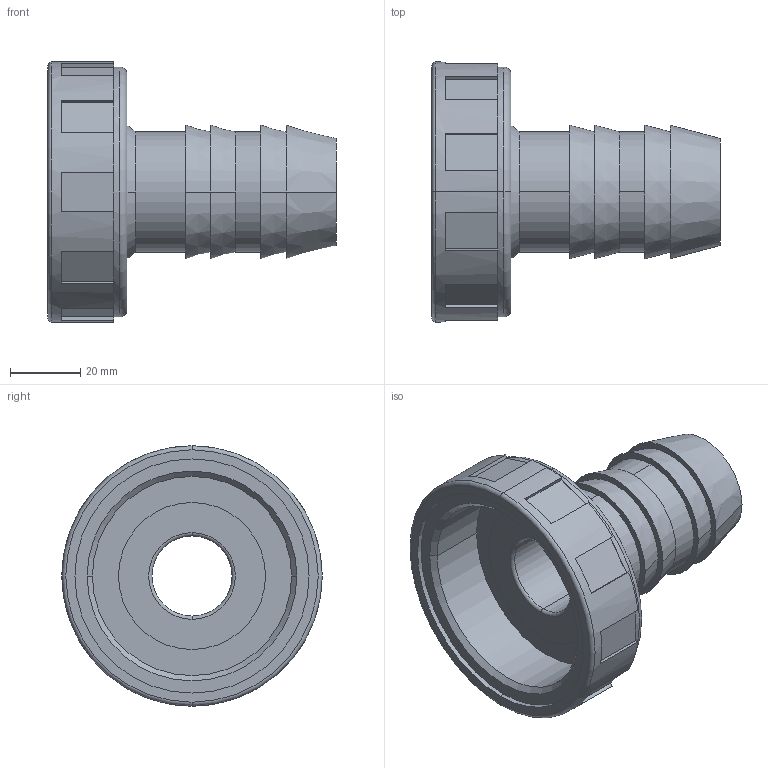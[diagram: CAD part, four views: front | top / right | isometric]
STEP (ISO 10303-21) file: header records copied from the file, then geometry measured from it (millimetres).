
FILE_DESCRIPTION(('STEP AP214'),'1');
FILE_NAME('05_55_051.stp','2018-01-29T07:22:04',('TraceParts'),('TraceParts S.A.'),'Spatial InterOp 3D',' ',' ');
FILE_SCHEMA(('automotive_design'));
Length unit declared in the file: millimetre
Products named in the file (2): 05_55_051_1; 05_55_051_2
Bounding box: 82 x 74 x 74 mm (x, y, z)
Volume: 78010 mm3; surface area: 29771.6 mm2
Topology: 2 solids, 2 shells, 101 faces, 254 edges, 164 vertices
Faces by surface type: plane 61, cylinder 20, cone 12, torus 8
Entity records: 3090 total; most frequent: DIRECTION 572, CARTESIAN_POINT 521, ORIENTED_EDGE 508, EDGE_CURVE 254, AXIS2_PLACEMENT_3D 215, VERTEX_POINT 164, LINE 142, VECTOR 142
